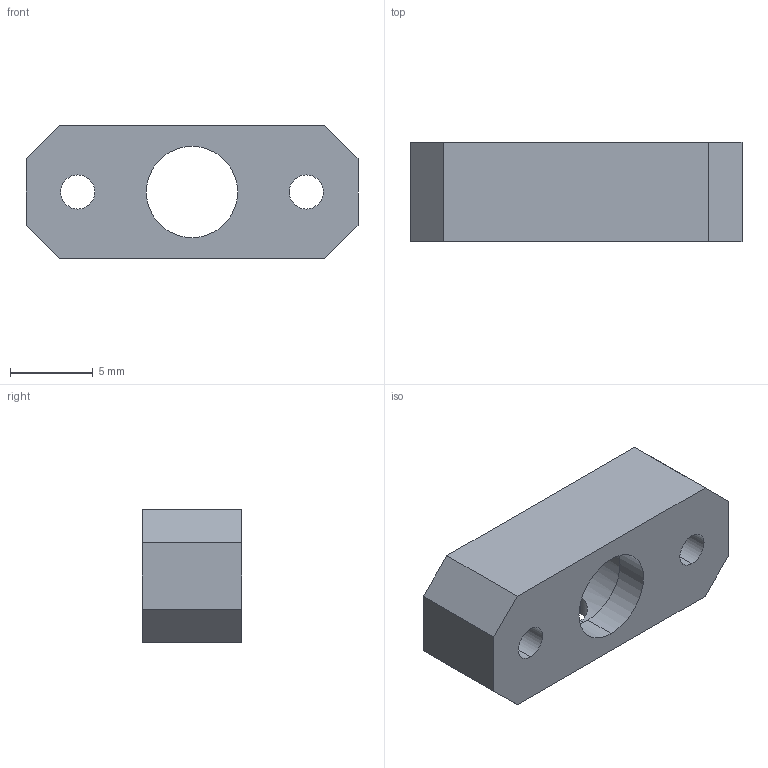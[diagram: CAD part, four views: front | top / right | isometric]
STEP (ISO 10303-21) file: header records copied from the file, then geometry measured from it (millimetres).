
FILE_DESCRIPTION (( 'STEP AP203' ), '1' );
FILE_NAME ('gear holderV3.STEP', '2021-05-26T11:00:21', ( '' ), ( '' ), 'SwSTEP 2.0', 'SolidWorks 2014', '' );
FILE_SCHEMA (( 'CONFIG_CONTROL_DESIGN' ));
Length unit declared in the file: millimetre
Products named in the file (1): gear holderV3
Bounding box: 20 x 6 x 8 mm (x, y, z)
Volume: 690 mm3; surface area: 721.9 mm2
Topology: 1 solids, 1 shells, 30 faces, 79 edges, 51 vertices
Faces by surface type: plane 13, cylinder 11, torus 4, cone 2
Entity records: 1051 total; most frequent: CARTESIAN_POINT 203, DIRECTION 164, ORIENTED_EDGE 158, EDGE_CURVE 79, AXIS2_PLACEMENT_3D 60, VERTEX_POINT 51, LINE 44, VECTOR 44
